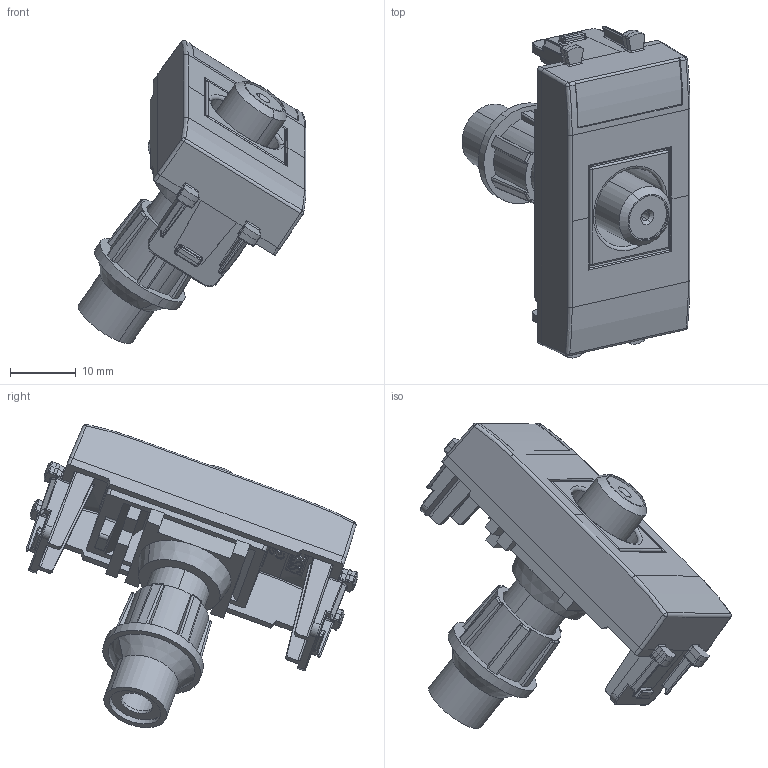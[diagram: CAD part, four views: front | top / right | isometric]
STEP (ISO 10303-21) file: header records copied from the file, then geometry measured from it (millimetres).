
FILE_DESCRIPTION(('CATIA V5 STEP Exchange'),'2;1');
FILE_NAME('441096F.stp','2024-03-07T14:43:20+00:00',('none'),('none'),'CATIA Version 5-6 Release 2016 SP6','CATIA V5 STEP AP203','none');
FILE_SCHEMA(('CONFIG_CONTROL_DESIGN'));
Products named in the file (1): 441096F
Assembly tree (2 placements, depth 2):
  441096F
    #57
    #44944
Bounding box: 34.76 x 50.64 x 46.26 mm (x, y, z)
Volume: 8985.4 mm3; surface area: 10843.4 mm2
Topology: 3 solids, 3 shells, 1340 faces, 3560 edges, 2204 vertices
Faces by surface type: plane 778, cylinder 339, bspline 94, sphere 48, cone 38, extrusion 26, torus 17
Entity records: 50227 total; most frequent: CARTESIAN_POINT 21295, ORIENTED_EDGE 7008, DIRECTION 4196, EDGE_CURVE 3504, VERTEX_POINT 2204, VECTOR 1596, LINE 1570, AXIS2_PLACEMENT_3D 1541
